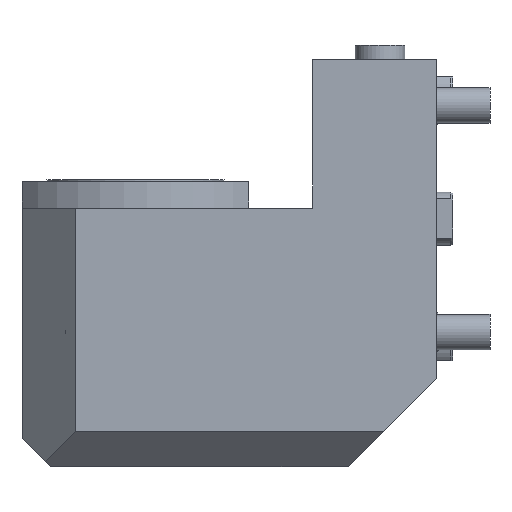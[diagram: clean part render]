
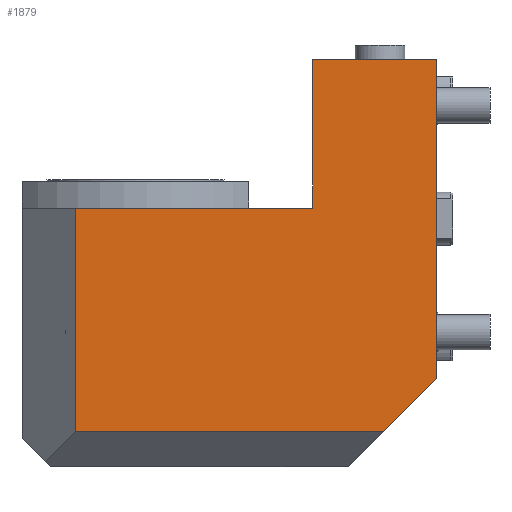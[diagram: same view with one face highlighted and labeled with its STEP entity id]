
A CAD part, front view. The second image highlights one B-rep face of the part: STEP entity #1879.
In plain terms, the highlighted planar face has unit normal (0, -1, 0).
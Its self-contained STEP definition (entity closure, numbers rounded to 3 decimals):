
#163=DIRECTION('',(0.,0.,1.));
#164=VECTOR('',#163,90.);
#165=CARTESIAN_POINT('',(0.,-42.5,-45.));
#166=LINE('',#165,#164);
#299=DIRECTION('',(0.707,0.,0.707));
#300=VECTOR('',#299,21.213);
#301=CARTESIAN_POINT('',(-15.,-42.5,-60.));
#302=LINE('',#301,#300);
#303=DIRECTION('',(-1.,0.,0.));
#304=VECTOR('',#303,87.);
#305=CARTESIAN_POINT('',(-15.,-42.5,-60.));
#306=LINE('',#305,#304);
#307=DIRECTION('',(0.,0.,1.));
#308=VECTOR('',#307,63.);
#309=CARTESIAN_POINT('',(-102.,-42.5,-60.));
#310=LINE('',#309,#308);
#311=DIRECTION('',(1.,0.,0.));
#312=VECTOR('',#311,67.);
#313=CARTESIAN_POINT('',(-102.,-42.5,3.));
#314=LINE('',#313,#312);
#315=DIRECTION('',(0.,0.,-1.));
#316=VECTOR('',#315,42.);
#317=CARTESIAN_POINT('',(-35.,-42.5,45.));
#318=LINE('',#317,#316);
#711=DIRECTION('',(1.,0.,0.));
#712=VECTOR('',#711,35.);
#713=CARTESIAN_POINT('',(-35.,-42.5,45.));
#714=LINE('',#713,#712);
#1329=CARTESIAN_POINT('',(0.,-42.5,45.));
#1331=VERTEX_POINT('',#1329);
#1333=CARTESIAN_POINT('',(-35.,-42.5,45.));
#1335=VERTEX_POINT('',#1333);
#1342=CARTESIAN_POINT('',(-102.,-42.5,3.));
#1344=VERTEX_POINT('',#1342);
#1345=CARTESIAN_POINT('',(-35.,-42.5,3.));
#1347=VERTEX_POINT('',#1345);
#1363=CARTESIAN_POINT('',(-102.,-42.5,-60.));
#1364=VERTEX_POINT('',#1363);
#1369=CARTESIAN_POINT('',(0.,-42.5,-45.));
#1371=VERTEX_POINT('',#1369);
#1375=CARTESIAN_POINT('',(-15.,-42.5,-60.));
#1376=VERTEX_POINT('',#1375);
#1861=CARTESIAN_POINT('',(-102.,-42.5,-70.));
#1862=DIRECTION('',(0.,-1.,0.));
#1863=DIRECTION('',(1.,0.,0.));
#1864=AXIS2_PLACEMENT_3D('',#1861,#1862,#1863);
#1865=PLANE('',#1864);
#1866=ORIENTED_EDGE('',*,*,#1670,.F.);
#1867=ORIENTED_EDGE('',*,*,#1692,.T.);
#1869=ORIENTED_EDGE('',*,*,#1868,.T.);
#1871=ORIENTED_EDGE('',*,*,#1870,.T.);
#1873=ORIENTED_EDGE('',*,*,#1872,.F.);
#1875=ORIENTED_EDGE('',*,*,#1874,.T.);
#1876=ORIENTED_EDGE('',*,*,#1777,.F.);
#1877=EDGE_LOOP('',(#1866,#1867,#1869,#1871,#1873,#1875,#1876));
#1878=FACE_OUTER_BOUND('',#1877,.F.);
#1879=ADVANCED_FACE('',(#1878),#1865,.T.);
#1670=EDGE_CURVE('',#1376,#1371,#302,.T.);
#1692=EDGE_CURVE('',#1376,#1364,#306,.T.);
#1777=EDGE_CURVE('',#1371,#1331,#166,.T.);
#1868=EDGE_CURVE('',#1364,#1344,#310,.T.);
#1870=EDGE_CURVE('',#1344,#1347,#314,.T.);
#1872=EDGE_CURVE('',#1335,#1347,#318,.T.);
#1874=EDGE_CURVE('',#1335,#1331,#714,.T.);
